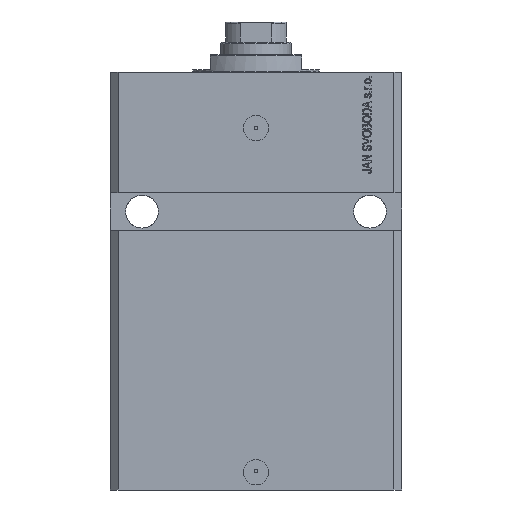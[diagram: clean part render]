
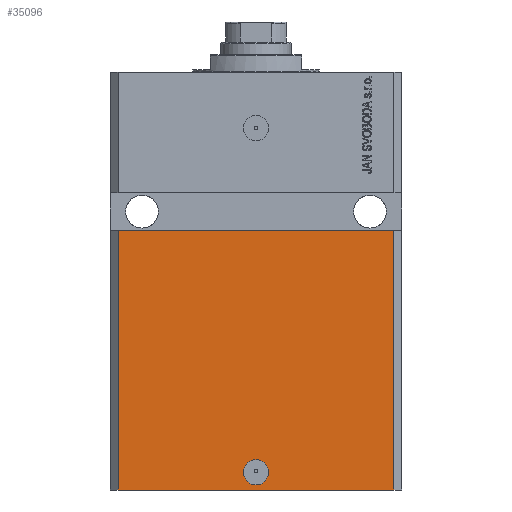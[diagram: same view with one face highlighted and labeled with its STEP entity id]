
A CAD part, front view. The second image highlights one B-rep face of the part: STEP entity #35096.
In plain terms, the highlighted planar face has unit normal (0, -1, 0).
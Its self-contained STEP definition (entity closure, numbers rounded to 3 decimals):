
#383 = CARTESIAN_POINT ( 'NONE',  ( 0., -45., -158. ) ) ;
#857 = DIRECTION ( 'NONE',  ( 0., -1., 0. ) ) ;
#1638 = EDGE_CURVE ( 'NONE', #4770, #23128, #46098, .T. ) ;
#2640 = CARTESIAN_POINT ( 'NONE',  ( 54.5, -45., -62.5 ) ) ;
#2757 = EDGE_CURVE ( 'NONE', #13906, #23128, #15968, .T. ) ;
#3533 = DIRECTION ( 'NONE',  ( 1., 0., 0. ) ) ;
#3686 = ORIENTED_EDGE ( 'NONE', *, *, #35896, .F. ) ;
#4559 = DIRECTION ( 'NONE',  ( 0., -1., 0. ) ) ;
#4770 = VERTEX_POINT ( 'NONE', #20678 ) ;
#5501 = CARTESIAN_POINT ( 'NONE',  ( 54.5, -45., -165. ) ) ;
#6021 = CIRCLE ( 'NONE', #33829, 5. ) ;
#7286 = CARTESIAN_POINT ( 'NONE',  ( 5., -45., -158. ) ) ;
#8593 = DIRECTION ( 'NONE',  ( 0., -1., 0. ) ) ;
#8653 = LINE ( 'NONE', #12148, #39091 ) ;
#12055 = AXIS2_PLACEMENT_3D ( 'NONE', #42388, #4559, #19711 ) ;
#12148 = CARTESIAN_POINT ( 'NONE',  ( -54.5, -45., -165. ) ) ;
#13567 = ORIENTED_EDGE ( 'NONE', *, *, #16811, .F. ) ;
#13710 = EDGE_LOOP ( 'NONE', ( #16338, #13567 ) ) ;
#13906 = VERTEX_POINT ( 'NONE', #47606 ) ;
#14185 = VERTEX_POINT ( 'NONE', #30887 ) ;
#14220 = VECTOR ( 'NONE', #16440, 1000. ) ;
#15311 = ORIENTED_EDGE ( 'NONE', *, *, #2757, .F. ) ;
#15968 = LINE ( 'NONE', #27894, #21378 ) ;
#16338 = ORIENTED_EDGE ( 'NONE', *, *, #47694, .F. ) ;
#16440 = DIRECTION ( 'NONE',  ( 0., 0., 1. ) ) ;
#16811 = EDGE_CURVE ( 'NONE', #46311, #30057, #23318, .T. ) ;
#19711 = DIRECTION ( 'NONE',  ( 1., 0., 0. ) ) ;
#20033 = VECTOR ( 'NONE', #49117, 1000. ) ;
#20678 = CARTESIAN_POINT ( 'NONE',  ( 54.5, -45., -165. ) ) ;
#21378 = VECTOR ( 'NONE', #47065, 1000. ) ;
#23128 = VERTEX_POINT ( 'NONE', #2640 ) ;
#23318 = CIRCLE ( 'NONE', #47969, 5. ) ;
#24184 = PLANE ( 'NONE',  #12055 ) ;
#27187 = FACE_BOUND ( 'NONE', #13710, .T. ) ;
#27894 = CARTESIAN_POINT ( 'NONE',  ( -57.5, -45., -62.5 ) ) ;
#28167 = FACE_OUTER_BOUND ( 'NONE', #47530, .T. ) ;
#30057 = VERTEX_POINT ( 'NONE', #7286 ) ;
#30887 = CARTESIAN_POINT ( 'NONE',  ( -54.5, -45., -165. ) ) ;
#33829 = AXIS2_PLACEMENT_3D ( 'NONE', #34975, #8593, #34003 ) ;
#34003 = DIRECTION ( 'NONE',  ( 1., 0., 0. ) ) ;
#34179 = LINE ( 'NONE', #37677, #20033 ) ;
#34975 = CARTESIAN_POINT ( 'NONE',  ( 0., -45., -158. ) ) ;
#35096 = ADVANCED_FACE ( 'NONE', ( #27187, #28167 ), #24184, .T. ) ;
#35207 = EDGE_CURVE ( 'NONE', #14185, #4770, #8653, .T. ) ;
#35237 = ORIENTED_EDGE ( 'NONE', *, *, #35207, .T. ) ;
#35896 = EDGE_CURVE ( 'NONE', #14185, #13906, #34179, .T. ) ;
#37677 = CARTESIAN_POINT ( 'NONE',  ( -54.5, -45., -165. ) ) ;
#38083 = ORIENTED_EDGE ( 'NONE', *, *, #1638, .T. ) ;
#38430 = DIRECTION ( 'NONE',  ( 1., 0., 0. ) ) ;
#39091 = VECTOR ( 'NONE', #3533, 1000. ) ;
#42388 = CARTESIAN_POINT ( 'NONE',  ( -54.5, -45., -165. ) ) ;
#46098 = LINE ( 'NONE', #5501, #14220 ) ;
#46308 = CARTESIAN_POINT ( 'NONE',  ( -5., -45., -158. ) ) ;
#46311 = VERTEX_POINT ( 'NONE', #46308 ) ;
#47065 = DIRECTION ( 'NONE',  ( 1., 0., 0. ) ) ;
#47530 = EDGE_LOOP ( 'NONE', ( #15311, #3686, #35237, #38083 ) ) ;
#47606 = CARTESIAN_POINT ( 'NONE',  ( -54.5, -45., -62.5 ) ) ;
#47694 = EDGE_CURVE ( 'NONE', #30057, #46311, #6021, .T. ) ;
#47969 = AXIS2_PLACEMENT_3D ( 'NONE', #383, #857, #38430 ) ;
#49117 = DIRECTION ( 'NONE',  ( 0., 0., 1. ) ) ;
